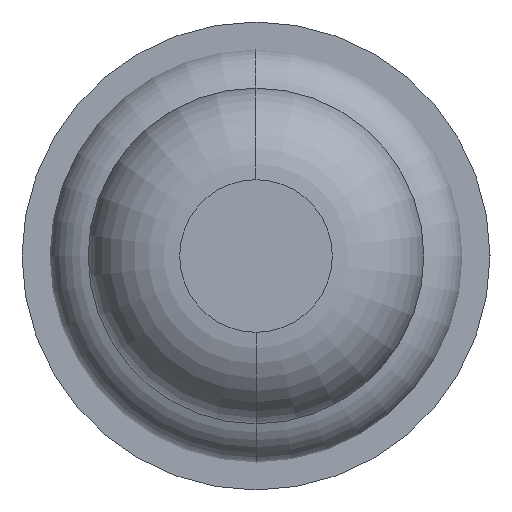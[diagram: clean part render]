
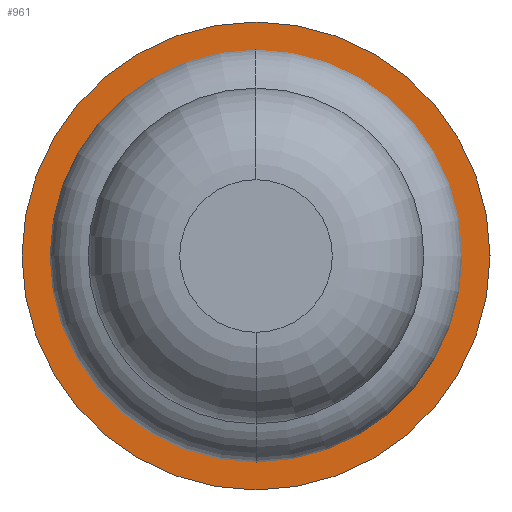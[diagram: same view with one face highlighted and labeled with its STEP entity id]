
A CAD part, front view. The second image highlights one B-rep face of the part: STEP entity #961.
In plain terms, the highlighted planar face has unit normal (0, -1, 0).
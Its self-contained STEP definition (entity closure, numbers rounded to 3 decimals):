
#14 = DIRECTION ( 'NONE',  ( 0., -1., 0. ) ) ;
#39 = ORIENTED_EDGE ( 'NONE', *, *, #2024, .T. ) ;
#56 = AXIS2_PLACEMENT_3D ( 'NONE', #4045, #14, #350 ) ;
#85 = CARTESIAN_POINT ( 'NONE',  ( 0., 5.3, 0. ) ) ;
#89 = AXIS2_PLACEMENT_3D ( 'NONE', #1216, #3892, #1198 ) ;
#350 = DIRECTION ( 'NONE',  ( 0., 0., -1. ) ) ;
#407 = ORIENTED_EDGE ( 'NONE', *, *, #1372, .F. ) ;
#731 = DIRECTION ( 'NONE',  ( 0., 1., 0. ) ) ;
#767 = ORIENTED_EDGE ( 'NONE', *, *, #1574, .T. ) ;
#961 = ADVANCED_FACE ( 'Defeature ausgef�hrt1_11', ( #4223, #1286 ), #2663, .T. ) ;
#1024 = DIRECTION ( 'NONE',  ( 0., 1., 0. ) ) ;
#1188 = DIRECTION ( 'NONE',  ( 0., 1., 0. ) ) ;
#1193 = VERTEX_POINT ( 'NONE', #1902 ) ;
#1198 = DIRECTION ( 'NONE',  ( 0., 0., 1. ) ) ;
#1216 = CARTESIAN_POINT ( 'NONE',  ( 0., 5.3, 0. ) ) ;
#1276 = CARTESIAN_POINT ( 'NONE',  ( 0., 5.3, 1.15 ) ) ;
#1286 = FACE_OUTER_BOUND ( 'NONE', #3379, .T. ) ;
#1372 = EDGE_CURVE ( 'Defeature ausgef�hrt1_10+Defeature ausgef�hrt1_11+Defeature ausgef�hrt1_11+Defeature ausgef�hrt1_11', #3357, #1768, #2957, .T. ) ;
#1574 = EDGE_CURVE ( 'Defeature ausgef�hrt1_11+Defeature ausgef�hrt1_9+Defeature ausgef�hrt1_9+Defeature ausgef�hrt1_9', #1193, #3762, #3643, .T. ) ;
#1768 = VERTEX_POINT ( 'NONE', #1276 ) ;
#1877 = DIRECTION ( 'NONE',  ( 0., 0., 1. ) ) ;
#1902 = CARTESIAN_POINT ( 'NONE',  ( 0., 5.3, -0.5 ) ) ;
#2024 = EDGE_CURVE ( 'Defeature ausgef�hrt1_11+Defeature ausgef�hrt1_9+Defeature ausgef�hrt1_9+Defeature ausgef�hrt1_9', #3762, #1193, #3584, .T. ) ;
#2210 = AXIS2_PLACEMENT_3D ( 'NONE', #3174, #1188, #1877 ) ;
#2515 = ORIENTED_EDGE ( 'NONE', *, *, #2992, .F. ) ;
#2531 = CIRCLE ( 'NONE', #3976, 1.15 ) ;
#2663 = PLANE ( 'NONE',  #56 ) ;
#2957 = CIRCLE ( 'NONE', #2210, 1.15 ) ;
#2992 = EDGE_CURVE ( 'Defeature ausgef�hrt1_10+Defeature ausgef�hrt1_11+Defeature ausgef�hrt1_11+Defeature ausgef�hrt1_11', #1768, #3357, #2531, .T. ) ;
#3004 = CARTESIAN_POINT ( 'NONE',  ( 0., 5.3, -1.15 ) ) ;
#3053 = DIRECTION ( 'NONE',  ( 0., 0., 1. ) ) ;
#3174 = CARTESIAN_POINT ( 'NONE',  ( 0., 5.3, 0. ) ) ;
#3304 = CARTESIAN_POINT ( 'NONE',  ( 0., 5.3, 0.5 ) ) ;
#3357 = VERTEX_POINT ( 'NONE', #3004 ) ;
#3379 = EDGE_LOOP ( 'NONE', ( #2515, #407 ) ) ;
#3505 = EDGE_LOOP ( 'NONE', ( #39, #767 ) ) ;
#3584 = CIRCLE ( 'NONE', #3954, 0.5 ) ;
#3643 = CIRCLE ( 'NONE', #89, 0.5 ) ;
#3691 = CARTESIAN_POINT ( 'NONE',  ( 0., 5.3, 0. ) ) ;
#3708 = DIRECTION ( 'NONE',  ( 0., 0., 1. ) ) ;
#3762 = VERTEX_POINT ( 'NONE', #3304 ) ;
#3892 = DIRECTION ( 'NONE',  ( 0., 1., 0. ) ) ;
#3954 = AXIS2_PLACEMENT_3D ( 'NONE', #85, #731, #3053 ) ;
#3976 = AXIS2_PLACEMENT_3D ( 'NONE', #3691, #1024, #3708 ) ;
#4045 = CARTESIAN_POINT ( 'NONE',  ( -1.15, 5.3, 0. ) ) ;
#4223 = FACE_BOUND ( 'NONE', #3505, .T. ) ;
